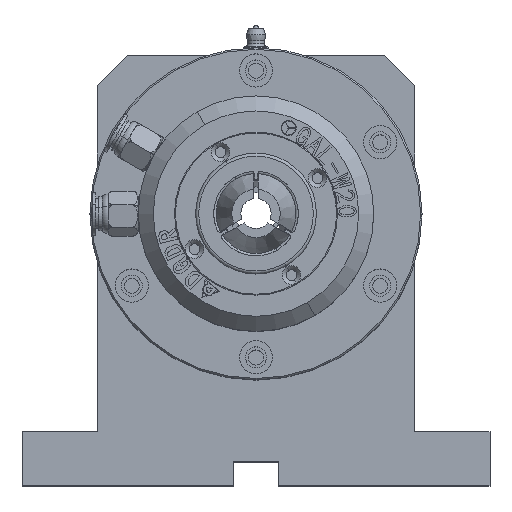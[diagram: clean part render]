
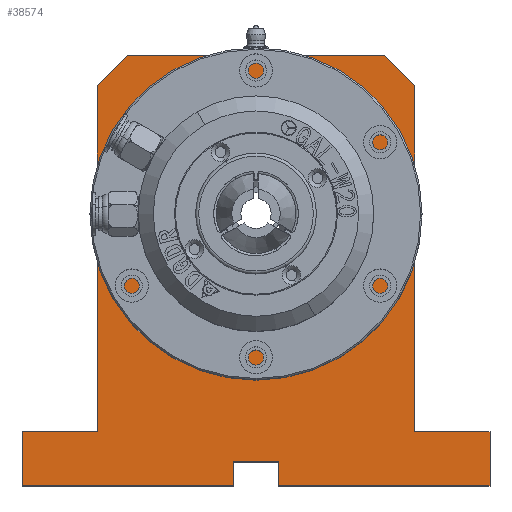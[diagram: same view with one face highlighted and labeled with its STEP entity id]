
A CAD part, top view. The second image highlights one B-rep face of the part: STEP entity #38574.
In plain terms, the highlighted planar face has unit normal (0, 0, 1).
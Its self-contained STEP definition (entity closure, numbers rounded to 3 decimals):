
#267 = CARTESIAN_POINT ( 'NONE',  ( -29.016, -43.792, 37.75 ) ) ;
#1187 = CARTESIAN_POINT ( 'NONE',  ( 40.984, -51.792, 37.75 ) ) ;
#1536 = CARTESIAN_POINT ( 'NONE',  ( 40.984, -51.792, 37.75 ) ) ;
#2252 = EDGE_CURVE ( 'NONE', #37886, #18355, #29818, .T. ) ;
#2664 = CARTESIAN_POINT ( 'NONE',  ( -114.016, -33.792, 37.75 ) ) ;
#4045 = VERTEX_POINT ( 'NONE', #1536 ) ;
#4560 = FACE_OUTER_BOUND ( 'NONE', #61195, .T. ) ;
#4687 = VERTEX_POINT ( 'NONE', #5091 ) ;
#4975 = ORIENTED_EDGE ( 'NONE', *, *, #57220, .T. ) ;
#5063 = VERTEX_POINT ( 'NONE', #40823 ) ;
#5091 = CARTESIAN_POINT ( 'NONE',  ( -79.016, 90.708, 37.75 ) ) ;
#5172 = EDGE_CURVE ( 'NONE', #53252, #53252, #62681, .T. ) ;
#6475 = ORIENTED_EDGE ( 'NONE', *, *, #16779, .T. ) ;
#7404 = VERTEX_POINT ( 'NONE', #62754 ) ;
#7466 = CARTESIAN_POINT ( 'NONE',  ( -44.016, -43.792, 37.75 ) ) ;
#8044 = DIRECTION ( 'NONE',  ( -1., 0., 0. ) ) ;
#8612 = DIRECTION ( 'NONE',  ( 0., 0., 1. ) ) ;
#9201 = CARTESIAN_POINT ( 'NONE',  ( -89.016, 80.708, 37.75 ) ) ;
#9442 = VECTOR ( 'NONE', #53883, 1000. ) ;
#10369 = EDGE_CURVE ( 'NONE', #4045, #12893, #19874, .T. ) ;
#10582 = VECTOR ( 'NONE', #26221, 1000. ) ;
#11887 = CARTESIAN_POINT ( 'NONE',  ( 15.984, -33.792, 37.75 ) ) ;
#12276 = LINE ( 'NONE', #1187, #14810 ) ;
#12810 = CARTESIAN_POINT ( 'NONE',  ( -29.016, -43.792, 37.75 ) ) ;
#12893 = VERTEX_POINT ( 'NONE', #70129 ) ;
#13100 = DIRECTION ( 'NONE',  ( 0., 0., -1. ) ) ;
#13303 = EDGE_CURVE ( 'NONE', #37886, #4045, #12276, .T. ) ;
#13892 = VERTEX_POINT ( 'NONE', #57170 ) ;
#14810 = VECTOR ( 'NONE', #42504, 1000. ) ;
#16779 = EDGE_CURVE ( 'NONE', #71989, #5063, #20707, .T. ) ;
#16949 = CARTESIAN_POINT ( 'NONE',  ( -79.016, 90.708, 37.75 ) ) ;
#18017 = DIRECTION ( 'NONE',  ( -1., 0., 0. ) ) ;
#18124 = LINE ( 'NONE', #45546, #24669 ) ;
#18355 = VERTEX_POINT ( 'NONE', #267 ) ;
#18621 = CARTESIAN_POINT ( 'NONE',  ( -36.516, 38.208, 37.75 ) ) ;
#19874 = LINE ( 'NONE', #32091, #59366 ) ;
#20353 = VERTEX_POINT ( 'NONE', #58078 ) ;
#20592 = CARTESIAN_POINT ( 'NONE',  ( -44.016, -43.792, 37.75 ) ) ;
#20707 = LINE ( 'NONE', #9201, #70003 ) ;
#21212 = FACE_BOUND ( 'NONE', #34437, .T. ) ;
#21492 = AXIS2_PLACEMENT_3D ( 'NONE', #43403, #8612, #26766 ) ;
#21496 = CARTESIAN_POINT ( 'NONE',  ( -44.016, -43.792, 37.75 ) ) ;
#21663 = VERTEX_POINT ( 'NONE', #29223 ) ;
#21975 = CARTESIAN_POINT ( 'NONE',  ( 15.984, 80.708, 37.75 ) ) ;
#24234 = CARTESIAN_POINT ( 'NONE',  ( 40.984, -33.792, 37.75 ) ) ;
#24669 = VECTOR ( 'NONE', #58089, 1000. ) ;
#25548 = VECTOR ( 'NONE', #35566, 1000. ) ;
#26221 = DIRECTION ( 'NONE',  ( -0.707, -0.707, 0. ) ) ;
#26548 = DIRECTION ( 'NONE',  ( 0., 1., 0. ) ) ;
#26766 = DIRECTION ( 'NONE',  ( 1., 0., 0. ) ) ;
#26953 = ORIENTED_EDGE ( 'NONE', *, *, #35404, .T. ) ;
#27013 = EDGE_CURVE ( 'NONE', #13892, #20353, #50108, .T. ) ;
#27081 = EDGE_CURVE ( 'NONE', #29664, #21663, #62274, .T. ) ;
#27455 = ORIENTED_EDGE ( 'NONE', *, *, #41347, .F. ) ;
#27997 = ORIENTED_EDGE ( 'NONE', *, *, #27081, .T. ) ;
#28453 = VECTOR ( 'NONE', #44531, 1000. ) ;
#29223 = CARTESIAN_POINT ( 'NONE',  ( 15.984, 80.708, 37.75 ) ) ;
#29664 = VERTEX_POINT ( 'NONE', #11887 ) ;
#29818 = LINE ( 'NONE', #12810, #48542 ) ;
#30766 = AXIS2_PLACEMENT_3D ( 'NONE', #18621, #13100, #69672 ) ;
#30954 = ORIENTED_EDGE ( 'NONE', *, *, #46193, .T. ) ;
#31391 = LINE ( 'NONE', #54731, #10582 ) ;
#32091 = CARTESIAN_POINT ( 'NONE',  ( 40.984, -33.792, 37.75 ) ) ;
#32275 = VECTOR ( 'NONE', #69329, 1000. ) ;
#33209 = CARTESIAN_POINT ( 'NONE',  ( -29.016, -51.792, 37.75 ) ) ;
#34437 = EDGE_LOOP ( 'NONE', ( #50669 ) ) ;
#35349 = ORIENTED_EDGE ( 'NONE', *, *, #57460, .F. ) ;
#35404 = EDGE_CURVE ( 'NONE', #7404, #4687, #68710, .T. ) ;
#35566 = DIRECTION ( 'NONE',  ( 0., -1., 0. ) ) ;
#37886 = VERTEX_POINT ( 'NONE', #33209 ) ;
#38574 = ADVANCED_FACE ( 'NONE', ( #21212, #4560 ), #59349, .T. ) ;
#40823 = CARTESIAN_POINT ( 'NONE',  ( -89.016, -33.792, 37.75 ) ) ;
#41347 = EDGE_CURVE ( 'NONE', #18355, #51211, #49607, .T. ) ;
#42082 = EDGE_CURVE ( 'NONE', #67733, #13892, #64776, .T. ) ;
#42375 = ORIENTED_EDGE ( 'NONE', *, *, #13303, .T. ) ;
#42504 = DIRECTION ( 'NONE',  ( 1., 0., 0. ) ) ;
#43403 = CARTESIAN_POINT ( 'NONE',  ( -36.516, -51.792, 37.75 ) ) ;
#44042 = DIRECTION ( 'NONE',  ( -1., 0., 0. ) ) ;
#44531 = DIRECTION ( 'NONE',  ( 0., 1., 0. ) ) ;
#45546 = CARTESIAN_POINT ( 'NONE',  ( 15.984, 80.708, 37.75 ) ) ;
#46193 = EDGE_CURVE ( 'NONE', #21663, #7404, #18124, .T. ) ;
#47915 = ORIENTED_EDGE ( 'NONE', *, *, #2252, .F. ) ;
#48542 = VECTOR ( 'NONE', #50969, 1000. ) ;
#48767 = ORIENTED_EDGE ( 'NONE', *, *, #10369, .T. ) ;
#49607 = LINE ( 'NONE', #21496, #60902 ) ;
#49708 = VECTOR ( 'NONE', #18017, 1000. ) ;
#50108 = LINE ( 'NONE', #72993, #50935 ) ;
#50388 = ORIENTED_EDGE ( 'NONE', *, *, #63911, .T. ) ;
#50669 = ORIENTED_EDGE ( 'NONE', *, *, #5172, .T. ) ;
#50935 = VECTOR ( 'NONE', #72631, 1000. ) ;
#50969 = DIRECTION ( 'NONE',  ( 0., 1., 0. ) ) ;
#51211 = VERTEX_POINT ( 'NONE', #7466 ) ;
#51938 = CARTESIAN_POINT ( 'NONE',  ( -89.016, 80.708, 37.75 ) ) ;
#52459 = ORIENTED_EDGE ( 'NONE', *, *, #42082, .T. ) ;
#53252 = VERTEX_POINT ( 'NONE', #64701 ) ;
#53883 = DIRECTION ( 'NONE',  ( 0., -1., 0. ) ) ;
#54210 = VECTOR ( 'NONE', #8044, 1000. ) ;
#54731 = CARTESIAN_POINT ( 'NONE',  ( -89.016, 80.708, 37.75 ) ) ;
#55479 = DIRECTION ( 'NONE',  ( 0., -1., 0. ) ) ;
#56895 = CARTESIAN_POINT ( 'NONE',  ( -114.016, -33.792, 37.75 ) ) ;
#57170 = CARTESIAN_POINT ( 'NONE',  ( -114.016, -51.792, 37.75 ) ) ;
#57182 = LINE ( 'NONE', #24234, #32275 ) ;
#57220 = EDGE_CURVE ( 'NONE', #4687, #71989, #31391, .T. ) ;
#57460 = EDGE_CURVE ( 'NONE', #51211, #20353, #71236, .T. ) ;
#58078 = CARTESIAN_POINT ( 'NONE',  ( -44.016, -51.792, 37.75 ) ) ;
#58089 = DIRECTION ( 'NONE',  ( -0.707, 0.707, 0. ) ) ;
#59349 = PLANE ( 'NONE',  #21492 ) ;
#59366 = VECTOR ( 'NONE', #26548, 1000. ) ;
#60902 = VECTOR ( 'NONE', #44042, 1000. ) ;
#61195 = EDGE_LOOP ( 'NONE', ( #47915, #42375, #48767, #61294, #27997, #30954, #26953, #4975, #6475, #50388, #52459, #66291, #35349, #27455 ) ) ;
#61234 = CARTESIAN_POINT ( 'NONE',  ( -89.016, -33.792, 37.75 ) ) ;
#61294 = ORIENTED_EDGE ( 'NONE', *, *, #68459, .T. ) ;
#62274 = LINE ( 'NONE', #21975, #28453 ) ;
#62681 = CIRCLE ( 'NONE', #30766, 45. ) ;
#62754 = CARTESIAN_POINT ( 'NONE',  ( 5.984, 90.708, 37.75 ) ) ;
#63911 = EDGE_CURVE ( 'NONE', #5063, #67733, #70938, .T. ) ;
#64701 = CARTESIAN_POINT ( 'NONE',  ( 8.484, 38.208, 37.75 ) ) ;
#64776 = LINE ( 'NONE', #2664, #25548 ) ;
#66291 = ORIENTED_EDGE ( 'NONE', *, *, #27013, .T. ) ;
#67733 = VERTEX_POINT ( 'NONE', #56895 ) ;
#68459 = EDGE_CURVE ( 'NONE', #12893, #29664, #57182, .T. ) ;
#68710 = LINE ( 'NONE', #16949, #49708 ) ;
#69329 = DIRECTION ( 'NONE',  ( -1., 0., 0. ) ) ;
#69672 = DIRECTION ( 'NONE',  ( 1., 0., 0. ) ) ;
#70003 = VECTOR ( 'NONE', #55479, 1000. ) ;
#70129 = CARTESIAN_POINT ( 'NONE',  ( 40.984, -33.792, 37.75 ) ) ;
#70938 = LINE ( 'NONE', #61234, #54210 ) ;
#71236 = LINE ( 'NONE', #20592, #9442 ) ;
#71989 = VERTEX_POINT ( 'NONE', #51938 ) ;
#72631 = DIRECTION ( 'NONE',  ( 1., 0., 0. ) ) ;
#72993 = CARTESIAN_POINT ( 'NONE',  ( 40.984, -51.792, 37.75 ) ) ;
